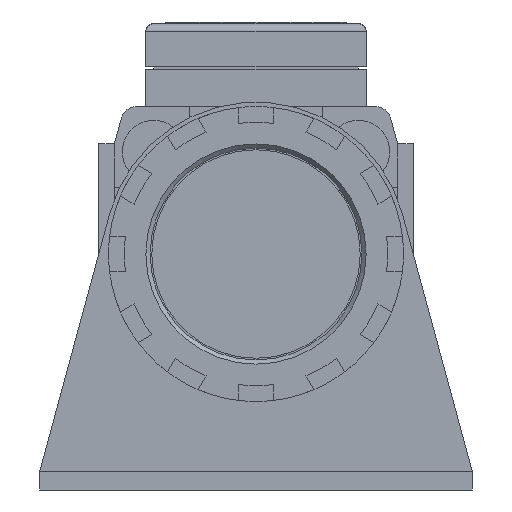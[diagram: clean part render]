
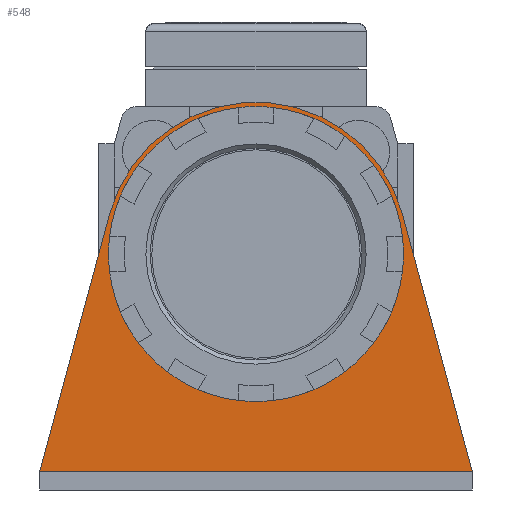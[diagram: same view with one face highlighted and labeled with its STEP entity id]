
A CAD part, front view. The second image highlights one B-rep face of the part: STEP entity #548.
In plain terms, the highlighted planar face has unit normal (0, -1, 0).
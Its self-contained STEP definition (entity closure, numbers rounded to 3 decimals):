
#548 = ADVANCED_FACE( '', ( #1203, #1204 ), #1205, .F. );
#1203 = FACE_BOUND( '', #2022, .T. );
#1204 = FACE_OUTER_BOUND( '', #2023, .T. );
#1205 = PLANE( '', #2024 );
#2022 = EDGE_LOOP( '', ( #3318, #3319, #3320, #3321, #3322, #3323, #3324, #3325 ) );
#2023 = EDGE_LOOP( '', ( #3326, #3327, #3328, #3329 ) );
#2024 = AXIS2_PLACEMENT_3D( '', #3330, #3331, #3332 );
#3318 = ORIENTED_EDGE( '', *, *, #5220, .T. );
#3319 = ORIENTED_EDGE( '', *, *, #5227, .F. );
#3320 = ORIENTED_EDGE( '', *, *, #5236, .T. );
#3321 = ORIENTED_EDGE( '', *, *, #5237, .F. );
#3322 = ORIENTED_EDGE( '', *, *, #5238, .T. );
#3323 = ORIENTED_EDGE( '', *, *, #4981, .F. );
#3324 = ORIENTED_EDGE( '', *, *, #5239, .T. );
#3325 = ORIENTED_EDGE( '', *, *, #5240, .F. );
#3326 = ORIENTED_EDGE( '', *, *, #5176, .T. );
#3327 = ORIENTED_EDGE( '', *, *, #5241, .F. );
#3328 = ORIENTED_EDGE( '', *, *, #5242, .T. );
#3329 = ORIENTED_EDGE( '', *, *, #5074, .F. );
#3330 = CARTESIAN_POINT( '', ( 27.5, -2.3, 19.3 ) );
#3331 = DIRECTION( '', ( 0., 1., 0. ) );
#3332 = DIRECTION( '', ( 0., 0., 1. ) );
#4981 = EDGE_CURVE( '', #5990, #5991, #5992, .T. );
#5074 = EDGE_CURVE( '', #6153, #6154, #6155, .T. );
#5176 = EDGE_CURVE( '', #6153, #5980, #6320, .T. );
#5220 = EDGE_CURVE( '', #6385, #6386, #6387, .T. );
#5227 = EDGE_CURVE( '', #6396, #6386, #6397, .T. );
#5236 = EDGE_CURVE( '', #6396, #6407, #6408, .T. );
#5237 = EDGE_CURVE( '', #6409, #6407, #6410, .T. );
#5238 = EDGE_CURVE( '', #6409, #5991, #6411, .T. );
#5239 = EDGE_CURVE( '', #5990, #6412, #6413, .T. );
#5240 = EDGE_CURVE( '', #6385, #6412, #6414, .T. );
#5241 = EDGE_CURVE( '', #6415, #5980, #6416, .T. );
#5242 = EDGE_CURVE( '', #6415, #6154, #6417, .T. );
#5980 = VERTEX_POINT( '', #7366 );
#5990 = VERTEX_POINT( '', #7381 );
#5991 = VERTEX_POINT( '', #7382 );
#5992 = CIRCLE( '', #7383, 14. );
#6153 = VERTEX_POINT( '', #7600 );
#6154 = VERTEX_POINT( '', #7601 );
#6155 = CIRCLE( '', #7602, 19.3 );
#6320 = LINE( '', #7833, #7834 );
#6385 = VERTEX_POINT( '', #7925 );
#6386 = VERTEX_POINT( '', #7926 );
#6387 = CIRCLE( '', #7927, 2.5 );
#6396 = VERTEX_POINT( '', #7948 );
#6397 = CIRCLE( '', #7949, 14. );
#6407 = VERTEX_POINT( '', #7966 );
#6408 = CIRCLE( '', #7967, 2.5 );
#6409 = VERTEX_POINT( '', #7968 );
#6410 = CIRCLE( '', #7969, 14. );
#6411 = CIRCLE( '', #7970, 2.5 );
#6412 = VERTEX_POINT( '', #7971 );
#6413 = CIRCLE( '', #7972, 2.5 );
#6414 = CIRCLE( '', #7973, 14. );
#6415 = VERTEX_POINT( '', #7974 );
#6416 = LINE( '', #7975, #7976 );
#6417 = LINE( '', #7977, #7978 );
#7366 = CARTESIAN_POINT( '', ( -27.5, -2.3, -27.7 ) );
#7381 = CARTESIAN_POINT( '', ( 13.777, -2.3, 2.49 ) );
#7382 = CARTESIAN_POINT( '', ( 2.49, -2.3, 13.777 ) );
#7383 = AXIS2_PLACEMENT_3D( '', #8966, #8967, #8968 );
#7600 = CARTESIAN_POINT( '', ( -18.628, -2.3, 5.047 ) );
#7601 = CARTESIAN_POINT( '', ( 18.628, -2.3, 5.047 ) );
#7602 = AXIS2_PLACEMENT_3D( '', #9100, #9101, #9102 );
#7833 = CARTESIAN_POINT( '', ( -18.628, -2.3, 5.047 ) );
#7834 = VECTOR( '', #9211, 1000. );
#7925 = CARTESIAN_POINT( '', ( 2.49, -2.3, -13.777 ) );
#7926 = CARTESIAN_POINT( '', ( -2.49, -2.3, -13.777 ) );
#7927 = AXIS2_PLACEMENT_3D( '', #9256, #9257, #9258 );
#7948 = CARTESIAN_POINT( '', ( -13.777, -2.3, -2.49 ) );
#7949 = AXIS2_PLACEMENT_3D( '', #9262, #9263, #9264 );
#7966 = CARTESIAN_POINT( '', ( -13.777, -2.3, 2.49 ) );
#7967 = AXIS2_PLACEMENT_3D( '', #9269, #9270, #9271 );
#7968 = CARTESIAN_POINT( '', ( -2.49, -2.3, 13.777 ) );
#7969 = AXIS2_PLACEMENT_3D( '', #9272, #9273, #9274 );
#7970 = AXIS2_PLACEMENT_3D( '', #9275, #9276, #9277 );
#7971 = CARTESIAN_POINT( '', ( 13.777, -2.3, -2.49 ) );
#7972 = AXIS2_PLACEMENT_3D( '', #9278, #9279, #9280 );
#7973 = AXIS2_PLACEMENT_3D( '', #9281, #9282, #9283 );
#7974 = CARTESIAN_POINT( '', ( 27.5, -2.3, -27.7 ) );
#7975 = CARTESIAN_POINT( '', ( 27.5, -2.3, -27.7 ) );
#7976 = VECTOR( '', #9284, 1000. );
#7977 = CARTESIAN_POINT( '', ( 27.5, -2.3, -27.7 ) );
#7978 = VECTOR( '', #9285, 1000. );
#8966 = CARTESIAN_POINT( '', ( 0., -2.3, 0. ) );
#8967 = DIRECTION( '', ( 0., -1., 0. ) );
#8968 = DIRECTION( '', ( 0., 0., -1. ) );
#9100 = CARTESIAN_POINT( '', ( 0., -2.3, 0. ) );
#9101 = DIRECTION( '', ( 0., 1., 0. ) );
#9102 = DIRECTION( '', ( 1., 0., 0. ) );
#9211 = DIRECTION( '', ( -0.261, 0., -0.965 ) );
#9256 = CARTESIAN_POINT( '', ( 0., -2.3, -14. ) );
#9257 = DIRECTION( '', ( 0., 1., 0. ) );
#9258 = DIRECTION( '', ( 1., 0., 0. ) );
#9262 = CARTESIAN_POINT( '', ( 0., -2.3, 0. ) );
#9263 = DIRECTION( '', ( 0., -1., 0. ) );
#9264 = DIRECTION( '', ( 0., 0., -1. ) );
#9269 = CARTESIAN_POINT( '', ( -14., -2.3, 0. ) );
#9270 = DIRECTION( '', ( 0., 1., 0. ) );
#9271 = DIRECTION( '', ( 1., 0., 0. ) );
#9272 = CARTESIAN_POINT( '', ( 0., -2.3, 0. ) );
#9273 = DIRECTION( '', ( 0., -1., 0. ) );
#9274 = DIRECTION( '', ( 0., 0., -1. ) );
#9275 = CARTESIAN_POINT( '', ( 0., -2.3, 14. ) );
#9276 = DIRECTION( '', ( 0., 1., 0. ) );
#9277 = DIRECTION( '', ( 1., 0., 0. ) );
#9278 = CARTESIAN_POINT( '', ( 14., -2.3, 0. ) );
#9279 = DIRECTION( '', ( 0., 1., 0. ) );
#9280 = DIRECTION( '', ( 1., 0., 0. ) );
#9281 = CARTESIAN_POINT( '', ( 0., -2.3, 0. ) );
#9282 = DIRECTION( '', ( 0., -1., 0. ) );
#9283 = DIRECTION( '', ( 0., 0., -1. ) );
#9284 = DIRECTION( '', ( -1., 0., 0. ) );
#9285 = DIRECTION( '', ( -0.261, 0., 0.965 ) );
